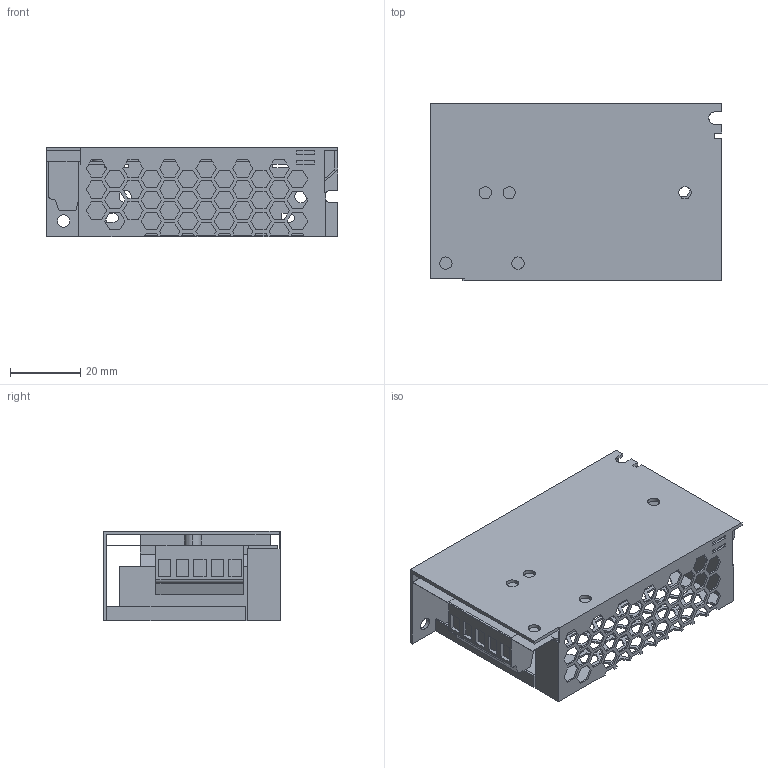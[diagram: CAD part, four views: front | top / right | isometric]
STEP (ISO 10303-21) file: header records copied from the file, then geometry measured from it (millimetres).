
FILE_DESCRIPTION (( 'STEP AP214' ), '1' );
FILE_NAME ('F6025LSE-5PIN(2).STEP', '2025-03-26T02:45:05', ( '' ), ( '' ), 'SwSTEP 2.0', 'SolidWorks 2020', '' );
FILE_SCHEMA (( 'AUTOMOTIVE_DESIGN' ));
Length unit declared in the file: millimetre
Products named in the file (1): F6025LSE-5PIN(2)
Bounding box: 83 x 50.5 x 25.5 mm (x, y, z)
Volume: 12073.3 mm3; surface area: 29473.8 mm2
Topology: 1 solids, 1 shells, 979 faces, 2902 edges, 1920 vertices
Faces by surface type: plane 923, cylinder 46, torus 10
Entity records: 33167 total; most frequent: CARTESIAN_POINT 6142, ORIENTED_EDGE 5804, DIRECTION 4914, EDGE_CURVE 2902, VECTOR 2710, LINE 2710, VERTEX_POINT 1920, EDGE_LOOP 1228
